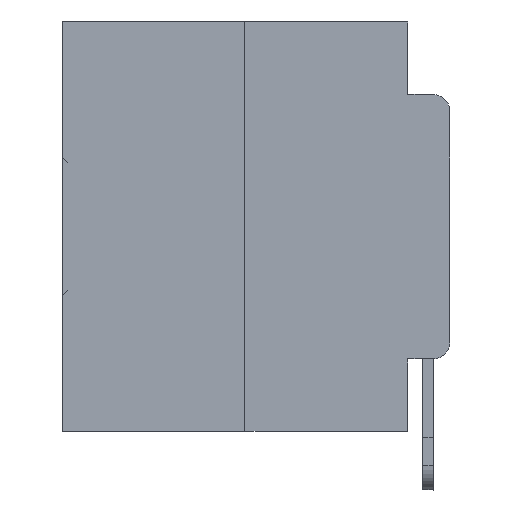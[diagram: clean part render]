
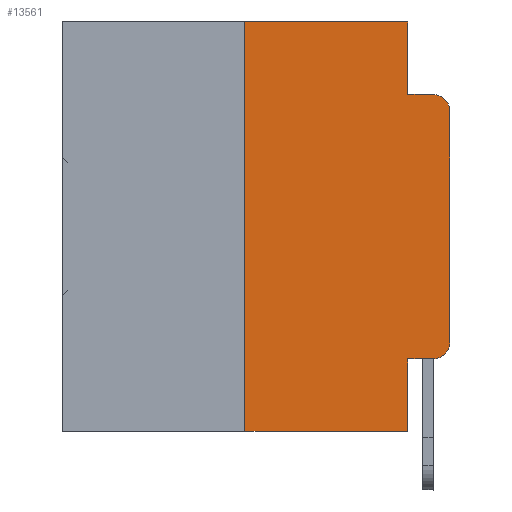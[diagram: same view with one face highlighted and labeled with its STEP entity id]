
A CAD part, left-side view. The second image highlights one B-rep face of the part: STEP entity #13561.
In plain terms, the highlighted planar face has unit normal (-1, 0, 0).
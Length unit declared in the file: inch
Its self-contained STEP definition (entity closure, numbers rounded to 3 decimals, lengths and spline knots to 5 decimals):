
#440 = VECTOR ( 'NONE', #1091, 39.37008 ) ;
#602 = EDGE_LOOP ( 'NONE', ( #25890, #29942, #11265, #1561, #2397, #26413, #16963, #22421, #20923, #20204 ) ) ;
#635 = VECTOR ( 'NONE', #32318, 39.37008 ) ;
#1091 = DIRECTION ( 'NONE',  ( 0., -1., 0. ) ) ;
#1534 = EDGE_CURVE ( 'NONE', #7826, #9489, #24335, .T. ) ;
#1561 = ORIENTED_EDGE ( 'NONE', *, *, #9771, .F. ) ;
#2397 = ORIENTED_EDGE ( 'NONE', *, *, #30086, .F. ) ;
#2474 = DIRECTION ( 'NONE',  ( 1., 0., 0. ) ) ;
#2668 = CIRCLE ( 'NONE', #10799, 0.02 ) ;
#2832 = VERTEX_POINT ( 'NONE', #19666 ) ;
#3301 = VECTOR ( 'NONE', #29025, 39.37008 ) ;
#3693 = DIRECTION ( 'NONE',  ( 0., -1., 0. ) ) ;
#4564 = EDGE_CURVE ( 'NONE', #31404, #33625, #2668, .T. ) ;
#5083 = CARTESIAN_POINT ( 'NONE',  ( 0., 0.02, -0.4115 ) ) ;
#5528 = DIRECTION ( 'NONE',  ( -1., 0., 0. ) ) ;
#6071 = EDGE_CURVE ( 'NONE', #7826, #12751, #16251, .T. ) ;
#6231 = EDGE_CURVE ( 'NONE', #31635, #23251, #14547, .T. ) ;
#6240 = CARTESIAN_POINT ( 'NONE',  ( 0., 0.051, 0. ) ) ;
#6541 = AXIS2_PLACEMENT_3D ( 'NONE', #30477, #2474, #12713 ) ;
#6600 = EDGE_CURVE ( 'NONE', #12922, #31404, #26643, .T. ) ;
#7057 = LINE ( 'NONE', #24450, #440 ) ;
#7234 = LINE ( 'NONE', #25470, #32182 ) ;
#7826 = VERTEX_POINT ( 'NONE', #14019 ) ;
#8839 = CARTESIAN_POINT ( 'NONE',  ( 0., 0.051, -0.4115 ) ) ;
#8935 = CARTESIAN_POINT ( 'NONE',  ( 0., 0.473, 0. ) ) ;
#9316 = CARTESIAN_POINT ( 'NONE',  ( 0., 0.25, 0. ) ) ;
#9489 = VERTEX_POINT ( 'NONE', #5083 ) ;
#9771 = EDGE_CURVE ( 'NONE', #31318, #2832, #7234, .T. ) ;
#10345 = CARTESIAN_POINT ( 'NONE',  ( 0., 0.473, -0.5 ) ) ;
#10799 = AXIS2_PLACEMENT_3D ( 'NONE', #25513, #27743, #17157 ) ;
#11261 = CARTESIAN_POINT ( 'NONE',  ( 0., 0.25, -0.5 ) ) ;
#11265 = ORIENTED_EDGE ( 'NONE', *, *, #30170, .F. ) ;
#11339 = VECTOR ( 'NONE', #19334, 39.37008 ) ;
#12713 = DIRECTION ( 'NONE',  ( 0., 0., -1. ) ) ;
#12751 = VERTEX_POINT ( 'NONE', #32989 ) ;
#12922 = VERTEX_POINT ( 'NONE', #23426 ) ;
#12994 = CARTESIAN_POINT ( 'NONE',  ( 0., 0., -0.1085 ) ) ;
#13561 = ADVANCED_FACE ( 'NONE', ( #20079 ), #25861, .F. ) ;
#14019 = CARTESIAN_POINT ( 'NONE',  ( 0., 0.051, -0.4115 ) ) ;
#14547 = LINE ( 'NONE', #24976, #24064 ) ;
#16041 = CARTESIAN_POINT ( 'NONE',  ( 0., 0., 0. ) ) ;
#16082 = VECTOR ( 'NONE', #22827, 39.37008 ) ;
#16251 = LINE ( 'NONE', #26686, #635 ) ;
#16963 = ORIENTED_EDGE ( 'NONE', *, *, #24223, .T. ) ;
#17107 = CARTESIAN_POINT ( 'NONE',  ( 0., 0.02, -0.0885 ) ) ;
#17157 = DIRECTION ( 'NONE',  ( 0., 0., -1. ) ) ;
#18821 = VECTOR ( 'NONE', #3693, 39.37008 ) ;
#19334 = DIRECTION ( 'NONE',  ( 0., -1., 0. ) ) ;
#19666 = CARTESIAN_POINT ( 'NONE',  ( 0., 0.051, -0.0885 ) ) ;
#20079 = FACE_OUTER_BOUND ( 'NONE', #602, .T. ) ;
#20204 = ORIENTED_EDGE ( 'NONE', *, *, #23517, .T. ) ;
#20923 = ORIENTED_EDGE ( 'NONE', *, *, #1534, .T. ) ;
#22421 = ORIENTED_EDGE ( 'NONE', *, *, #6071, .F. ) ;
#22758 = DIRECTION ( 'NONE',  ( 0., 0., 1. ) ) ;
#22827 = DIRECTION ( 'NONE',  ( 0., -1., 0. ) ) ;
#23251 = VERTEX_POINT ( 'NONE', #9316 ) ;
#23426 = CARTESIAN_POINT ( 'NONE',  ( 0., 0., -0.3915 ) ) ;
#23517 = EDGE_CURVE ( 'NONE', #9489, #12922, #28052, .T. ) ;
#24064 = VECTOR ( 'NONE', #22758, 39.37008 ) ;
#24223 = EDGE_CURVE ( 'NONE', #31635, #12751, #30671, .T. ) ;
#24335 = LINE ( 'NONE', #8839, #18821 ) ;
#24450 = CARTESIAN_POINT ( 'NONE',  ( 0., 0.051, -0.0885 ) ) ;
#24976 = CARTESIAN_POINT ( 'NONE',  ( 0., 0.25, 0. ) ) ;
#25470 = CARTESIAN_POINT ( 'NONE',  ( 0., 0.051, 0. ) ) ;
#25513 = CARTESIAN_POINT ( 'NONE',  ( 0., 0.02, -0.1085 ) ) ;
#25818 = DIRECTION ( 'NONE',  ( 0., 0., -1. ) ) ;
#25861 = PLANE ( 'NONE',  #6541 ) ;
#25890 = ORIENTED_EDGE ( 'NONE', *, *, #6600, .T. ) ;
#25897 = AXIS2_PLACEMENT_3D ( 'NONE', #31778, #5528, #28550 ) ;
#26413 = ORIENTED_EDGE ( 'NONE', *, *, #6231, .F. ) ;
#26643 = LINE ( 'NONE', #16041, #3301 ) ;
#26686 = CARTESIAN_POINT ( 'NONE',  ( 0., 0.051, 0. ) ) ;
#27013 = LINE ( 'NONE', #8935, #11339 ) ;
#27743 = DIRECTION ( 'NONE',  ( -1., 0., 0. ) ) ;
#28052 = CIRCLE ( 'NONE', #25897, 0.02 ) ;
#28550 = DIRECTION ( 'NONE',  ( 0., 0., -1. ) ) ;
#29025 = DIRECTION ( 'NONE',  ( 0., 0., 1. ) ) ;
#29942 = ORIENTED_EDGE ( 'NONE', *, *, #4564, .T. ) ;
#30086 = EDGE_CURVE ( 'NONE', #23251, #31318, #27013, .T. ) ;
#30170 = EDGE_CURVE ( 'NONE', #2832, #33625, #7057, .T. ) ;
#30477 = CARTESIAN_POINT ( 'NONE',  ( 0., 0.473, 0. ) ) ;
#30671 = LINE ( 'NONE', #10345, #16082 ) ;
#31318 = VERTEX_POINT ( 'NONE', #6240 ) ;
#31404 = VERTEX_POINT ( 'NONE', #12994 ) ;
#31635 = VERTEX_POINT ( 'NONE', #11261 ) ;
#31778 = CARTESIAN_POINT ( 'NONE',  ( 0., 0.02, -0.3915 ) ) ;
#32182 = VECTOR ( 'NONE', #25818, 39.37008 ) ;
#32318 = DIRECTION ( 'NONE',  ( 0., 0., -1. ) ) ;
#32989 = CARTESIAN_POINT ( 'NONE',  ( 0., 0.051, -0.5 ) ) ;
#33625 = VERTEX_POINT ( 'NONE', #17107 ) ;
